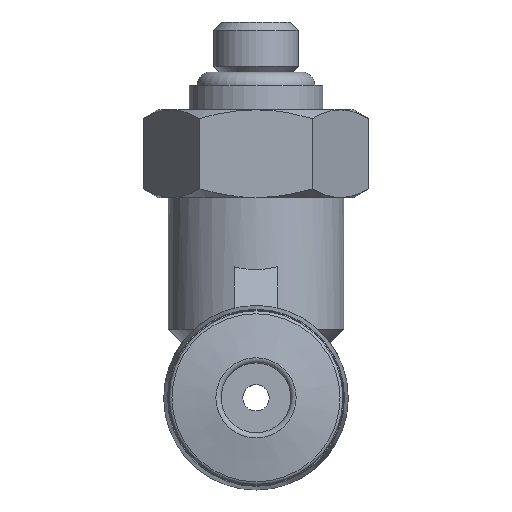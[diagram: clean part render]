
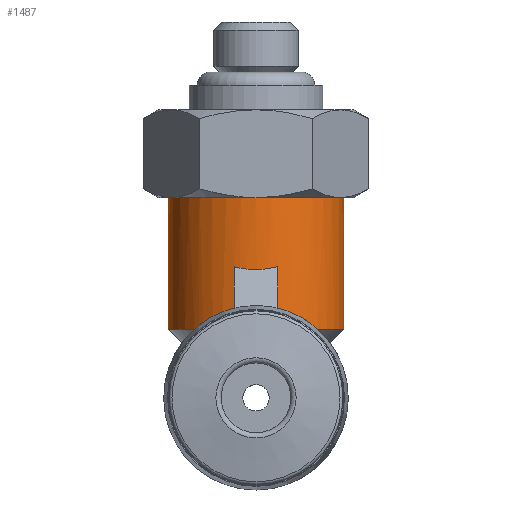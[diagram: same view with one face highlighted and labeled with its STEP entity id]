
A CAD part, left-side view. The second image highlights one B-rep face of the part: STEP entity #1487.
In plain terms, the highlighted cylindrical face has radius 5 mm (diameter 10 mm), a full revolution.
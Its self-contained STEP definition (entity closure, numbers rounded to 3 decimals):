
#63=B_SPLINE_CURVE_WITH_KNOTS('',3,(#2126,#2127,#2128,#2129),
 .UNSPECIFIED.,.F.,.F.,(4,4),(0.,0.003),.UNSPECIFIED.);
#64=B_SPLINE_CURVE_WITH_KNOTS('',3,(#2130,#2131,#2132,#2133),
 .UNSPECIFIED.,.F.,.F.,(4,4),(0.005,0.008),
 .UNSPECIFIED.);
#65=B_SPLINE_CURVE_WITH_KNOTS('',3,(#2135,#2136,#2137,#2138),
 .UNSPECIFIED.,.F.,.F.,(4,4),(0.,0.003),.UNSPECIFIED.);
#66=B_SPLINE_CURVE_WITH_KNOTS('',3,(#2139,#2140,#2141,#2142),
 .UNSPECIFIED.,.F.,.F.,(4,4),(0.005,0.008),
 .UNSPECIFIED.);
#92=LINE('',#2018,#110);
#97=LINE('',#2030,#115);
#99=LINE('',#2035,#117);
#103=LINE('',#2044,#121);
#110=VECTOR('',#1713,1000.);
#115=VECTOR('',#1720,1000.);
#117=VECTOR('',#1724,1000.);
#121=VECTOR('',#1730,1000.);
#158=ELLIPSE('',#1579,7.071,5.);
#159=ELLIPSE('',#1580,7.071,5.);
#199=ORIENTED_EDGE('',*,*,#453,.F.);
#200=ORIENTED_EDGE('',*,*,#454,.F.);
#201=ORIENTED_EDGE('',*,*,#447,.T.);
#202=ORIENTED_EDGE('',*,*,#455,.F.);
#203=ORIENTED_EDGE('',*,*,#432,.T.);
#204=ORIENTED_EDGE('',*,*,#456,.T.);
#205=ORIENTED_EDGE('',*,*,#426,.F.);
#206=ORIENTED_EDGE('',*,*,#457,.F.);
#207=ORIENTED_EDGE('',*,*,#449,.T.);
#208=ORIENTED_EDGE('',*,*,#458,.F.);
#209=ORIENTED_EDGE('',*,*,#421,.F.);
#210=ORIENTED_EDGE('',*,*,#459,.T.);
#211=ORIENTED_EDGE('',*,*,#428,.T.);
#421=EDGE_CURVE('',#549,#550,#92,.F.);
#426=EDGE_CURVE('',#554,#552,#97,.T.);
#428=EDGE_CURVE('',#557,#555,#99,.F.);
#432=EDGE_CURVE('',#559,#560,#103,.T.);
#447=EDGE_CURVE('',#572,#574,#645,.T.);
#449=EDGE_CURVE('',#577,#575,#646,.T.);
#453=EDGE_CURVE('',#579,#579,#647,.T.);
#454=EDGE_CURVE('',#572,#555,#63,.T.);
#455=EDGE_CURVE('',#559,#574,#64,.T.);
#456=EDGE_CURVE('',#560,#552,#158,.F.);
#457=EDGE_CURVE('',#577,#554,#65,.T.);
#458=EDGE_CURVE('',#550,#575,#66,.T.);
#459=EDGE_CURVE('',#549,#557,#159,.F.);
#549=VERTEX_POINT('',#2019);
#550=VERTEX_POINT('',#2020);
#552=VERTEX_POINT('',#2026);
#554=VERTEX_POINT('',#2029);
#555=VERTEX_POINT('',#2033);
#557=VERTEX_POINT('',#2036);
#559=VERTEX_POINT('',#2041);
#560=VERTEX_POINT('',#2043);
#572=VERTEX_POINT('',#2085);
#574=VERTEX_POINT('',#2099);
#575=VERTEX_POINT('',#2106);
#577=VERTEX_POINT('',#2109);
#579=VERTEX_POINT('',#2125);
#645=CIRCLE('',#1574,5.);
#646=CIRCLE('',#1576,5.);
#647=CIRCLE('',#1578,5.);
#712=EDGE_LOOP('',(#199));
#713=EDGE_LOOP('',(#200,#201,#202,#203,#204,#205,#206,#207,#208,#209,#210,
#211));
#830=FACE_BOUND('',#712,.T.);
#831=FACE_BOUND('',#713,.T.);
#941=CYLINDRICAL_SURFACE('',#1577,5.);
#1487=ADVANCED_FACE('',(#830,#831),#941,.T.);
#1574=AXIS2_PLACEMENT_3D('',#2100,#1749,#1750);
#1576=AXIS2_PLACEMENT_3D('',#2108,#1753,#1754);
#1577=AXIS2_PLACEMENT_3D('',#2123,#1755,#1756);
#1578=AXIS2_PLACEMENT_3D('',#2124,#1757,#1758);
#1579=AXIS2_PLACEMENT_3D('',#2134,#1759,#1760);
#1580=AXIS2_PLACEMENT_3D('',#2143,#1761,#1762);
#1713=DIRECTION('',(0.,0.,1.));
#1720=DIRECTION('',(0.,0.,1.));
#1724=DIRECTION('',(0.,0.,1.));
#1730=DIRECTION('',(0.,0.,1.));
#1749=DIRECTION('',(0.,0.,1.));
#1750=DIRECTION('',(1.,0.,0.));
#1753=DIRECTION('',(0.,0.,1.));
#1754=DIRECTION('',(1.,0.,0.));
#1755=DIRECTION('',(0.,0.,1.));
#1756=DIRECTION('',(1.,0.,0.));
#1757=DIRECTION('',(0.,0.,1.));
#1758=DIRECTION('',(1.,0.,0.));
#1759=DIRECTION('',(-0.707,0.,-0.707));
#1760=DIRECTION('',(-0.707,0.,0.707));
#1761=DIRECTION('',(0.707,0.,-0.707));
#1762=DIRECTION('',(0.707,0.,0.707));
#2018=CARTESIAN_POINT('',(-4.841,1.25,16.4));
#2019=CARTESIAN_POINT('',(-4.841,1.25,7.462));
#2020=CARTESIAN_POINT('',(-4.841,1.25,5.099));
#2026=CARTESIAN_POINT('',(4.841,1.25,7.462));
#2029=CARTESIAN_POINT('',(4.841,1.25,5.099));
#2030=CARTESIAN_POINT('',(4.841,1.25,16.4));
#2033=CARTESIAN_POINT('',(-4.841,-1.25,5.099));
#2035=CARTESIAN_POINT('',(-4.841,-1.25,16.4));
#2036=CARTESIAN_POINT('',(-4.841,-1.25,7.462));
#2041=CARTESIAN_POINT('',(4.841,-1.25,5.099));
#2043=CARTESIAN_POINT('',(4.841,-1.25,7.462));
#2044=CARTESIAN_POINT('',(4.841,-1.25,16.4));
#2085=CARTESIAN_POINT('',(-3.556,-3.515,3.9));
#2099=CARTESIAN_POINT('',(3.556,-3.515,3.9));
#2100=CARTESIAN_POINT('',(0.,0.,3.9));
#2106=CARTESIAN_POINT('',(-3.556,3.515,3.9));
#2108=CARTESIAN_POINT('',(0.,0.,3.9));
#2109=CARTESIAN_POINT('',(3.556,3.515,3.9));
#2123=CARTESIAN_POINT('',(0.,0.,16.4));
#2124=CARTESIAN_POINT('',(0.,0.,11.4));
#2125=CARTESIAN_POINT('',(5.,0.,11.4));
#2126=CARTESIAN_POINT('',(-3.556,-3.515,3.9));
#2127=CARTESIAN_POINT('',(-4.134,-2.93,4.427));
#2128=CARTESIAN_POINT('',(-4.605,-2.166,4.874));
#2129=CARTESIAN_POINT('',(-4.841,-1.25,5.099));
#2130=CARTESIAN_POINT('',(4.841,-1.25,5.099));
#2131=CARTESIAN_POINT('',(4.606,-2.161,4.876));
#2132=CARTESIAN_POINT('',(4.132,-2.932,4.425));
#2133=CARTESIAN_POINT('',(3.556,-3.515,3.9));
#2134=CARTESIAN_POINT('',(0.,0.,12.304));
#2135=CARTESIAN_POINT('',(3.556,3.515,3.9));
#2136=CARTESIAN_POINT('',(4.134,2.93,4.427));
#2137=CARTESIAN_POINT('',(4.605,2.166,4.874));
#2138=CARTESIAN_POINT('',(4.841,1.25,5.099));
#2139=CARTESIAN_POINT('',(-4.841,1.25,5.099));
#2140=CARTESIAN_POINT('',(-4.606,2.161,4.876));
#2141=CARTESIAN_POINT('',(-4.132,2.932,4.425));
#2142=CARTESIAN_POINT('',(-3.556,3.515,3.9));
#2143=CARTESIAN_POINT('',(0.,0.,12.304));
